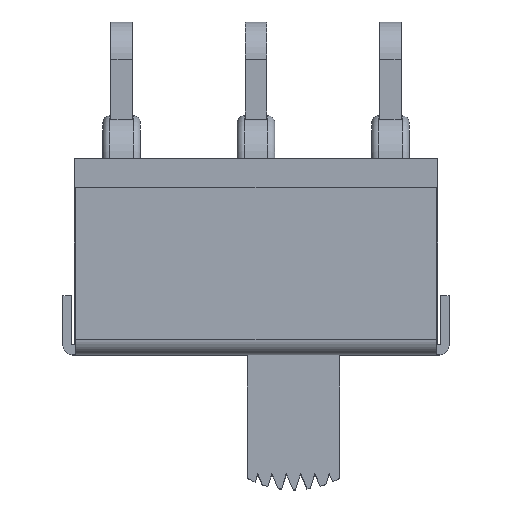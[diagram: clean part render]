
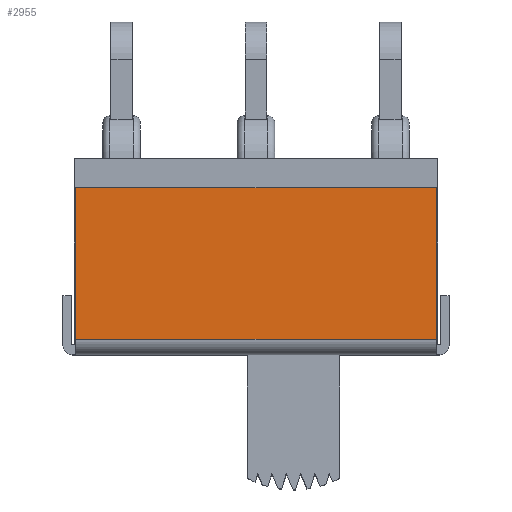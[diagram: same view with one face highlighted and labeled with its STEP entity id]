
A CAD part, top view. The second image highlights one B-rep face of the part: STEP entity #2955.
In plain terms, the highlighted planar face has unit normal (0, 0, 1).
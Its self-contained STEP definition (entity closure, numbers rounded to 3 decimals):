
#86=PLANE('',#3109);
#159=LINE('',#3869,#395);
#177=LINE('',#3913,#413);
#276=LINE('',#4205,#512);
#277=LINE('',#4207,#513);
#395=VECTOR('',#3272,1000.);
#413=VECTOR('',#3302,1000.);
#512=VECTOR('',#3523,1000.);
#513=VECTOR('',#3526,1000.);
#899=ORIENTED_EDGE('',*,*,#1266,.F.);
#900=ORIENTED_EDGE('',*,*,#1419,.F.);
#901=ORIENTED_EDGE('',*,*,#1287,.T.);
#902=ORIENTED_EDGE('',*,*,#1420,.T.);
#1266=EDGE_CURVE('',#1568,#1569,#159,.T.);
#1287=EDGE_CURVE('',#1589,#1588,#177,.T.);
#1419=EDGE_CURVE('',#1589,#1568,#276,.T.);
#1420=EDGE_CURVE('',#1588,#1569,#277,.T.);
#1568=VERTEX_POINT('',#3868);
#1569=VERTEX_POINT('',#3870);
#1588=VERTEX_POINT('',#3912);
#1589=VERTEX_POINT('',#3914);
#1865=EDGE_LOOP('',(#899,#900,#901,#902));
#1989=FACE_BOUND('',#1865,.T.);
#2955=ADVANCED_FACE('',(#1989),#86,.T.);
#3109=AXIS2_PLACEMENT_3D('',#4206,#3524,#3525);
#3272=DIRECTION('',(0.,1.,0.));
#3302=DIRECTION('',(0.,1.,0.));
#3523=DIRECTION('',(-1.,0.,0.));
#3524=DIRECTION('',(0.,0.,1.));
#3525=DIRECTION('',(1.,0.,0.));
#3526=DIRECTION('',(-1.,0.,0.));
#3868=CARTESIAN_POINT('',(-6.31,-2.867,3.226));
#3869=CARTESIAN_POINT('',(-6.31,0.,3.226));
#3870=CARTESIAN_POINT('',(-6.31,2.424,3.226));
#3912=CARTESIAN_POINT('',(6.31,2.424,3.226));
#3913=CARTESIAN_POINT('',(6.31,-2.867,3.226));
#3914=CARTESIAN_POINT('',(6.31,-2.867,3.226));
#4205=CARTESIAN_POINT('',(6.31,-2.867,3.226));
#4206=CARTESIAN_POINT('',(6.31,0.,3.226));
#4207=CARTESIAN_POINT('',(6.31,2.424,3.226));
